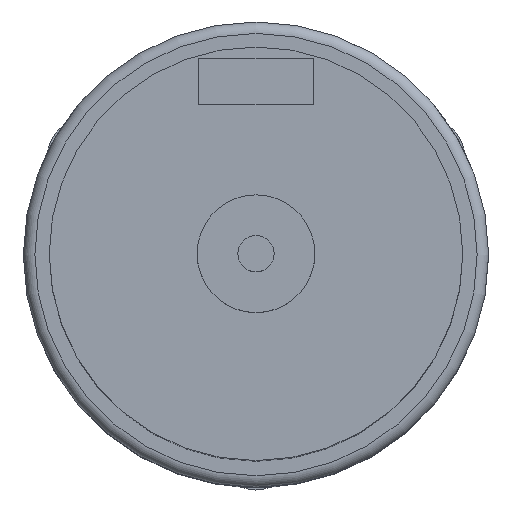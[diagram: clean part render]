
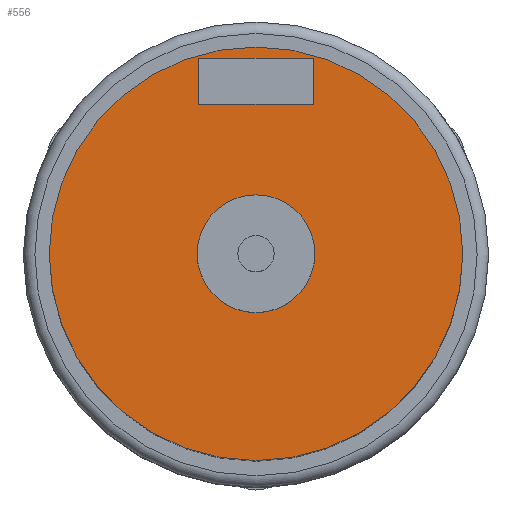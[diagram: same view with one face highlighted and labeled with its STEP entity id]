
A CAD part, top view. The second image highlights one B-rep face of the part: STEP entity #556.
In plain terms, the highlighted planar face has unit normal (0, 0, 1).
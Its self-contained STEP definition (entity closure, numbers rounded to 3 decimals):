
#217=FACE_BOUND('',#1060,.T.);
#218=FACE_BOUND('',#1061,.T.);
#219=FACE_BOUND('',#1062,.T.);
#395=PLANE('',#4059);
#556=ADVANCED_FACE('',(#217,#218,#219),#395,.T.);
#1060=EDGE_LOOP('',(#2082,#2083,#2084,#2085));
#1061=EDGE_LOOP('',(#2086));
#1062=EDGE_LOOP('',(#2087));
#1375=LINE('',#5914,#1610);
#1376=LINE('',#5917,#1611);
#1377=LINE('',#5919,#1612);
#1378=LINE('',#5921,#1613);
#1610=VECTOR('',#4743,1.);
#1611=VECTOR('',#4744,1.);
#1612=VECTOR('',#4745,1.);
#1613=VECTOR('',#4746,1.);
#2082=ORIENTED_EDGE('',*,*,#3278,.T.);
#2083=ORIENTED_EDGE('',*,*,#3279,.T.);
#2084=ORIENTED_EDGE('',*,*,#3280,.F.);
#2085=ORIENTED_EDGE('',*,*,#3281,.F.);
#2086=ORIENTED_EDGE('',*,*,#3282,.F.);
#2087=ORIENTED_EDGE('',*,*,#3283,.F.);
#2873=VERTEX_POINT('',#5915);
#2874=VERTEX_POINT('',#5916);
#2875=VERTEX_POINT('',#5918);
#2876=VERTEX_POINT('',#5920);
#2877=VERTEX_POINT('',#5923);
#2878=VERTEX_POINT('',#5925);
#3278=EDGE_CURVE('',#2873,#2874,#1375,.T.);
#3279=EDGE_CURVE('',#2874,#2875,#1376,.T.);
#3280=EDGE_CURVE('',#2876,#2875,#1377,.T.);
#3281=EDGE_CURVE('',#2873,#2876,#1378,.T.);
#3282=EDGE_CURVE('',#2877,#2877,#3764,.T.);
#3283=EDGE_CURVE('',#2878,#2878,#3765,.T.);
#3764=CIRCLE('',#4057,5.125);
#3765=CIRCLE('',#4058,18.);
#4057=AXIS2_PLACEMENT_3D('',#5922,#4747,#4748);
#4058=AXIS2_PLACEMENT_3D('',#5924,#4749,#4750);
#4059=AXIS2_PLACEMENT_3D('',#5926,#4751,#4752);
#4743=DIRECTION('',(0.,1.,0.));
#4744=DIRECTION('',(1.,0.,0.));
#4745=DIRECTION('',(0.,1.,0.));
#4746=DIRECTION('',(1.,0.,0.));
#4747=DIRECTION('',(0.,0.,1.));
#4748=DIRECTION('',(0.,-1.,0.));
#4749=DIRECTION('',(0.,0.,-1.));
#4750=DIRECTION('',(0.,1.,0.));
#4751=DIRECTION('',(0.,0.,1.));
#4752=DIRECTION('',(0.,-1.,0.));
#5914=CARTESIAN_POINT('',(14.5,32.5,46.7));
#5915=CARTESIAN_POINT('',(14.5,32.5,46.7));
#5916=CARTESIAN_POINT('',(14.5,36.5,46.7));
#5917=CARTESIAN_POINT('',(14.5,36.5,46.7));
#5918=CARTESIAN_POINT('',(24.5,36.5,46.7));
#5919=CARTESIAN_POINT('',(24.5,32.5,46.7));
#5920=CARTESIAN_POINT('',(24.5,32.5,46.7));
#5921=CARTESIAN_POINT('',(14.5,32.5,46.7));
#5922=CARTESIAN_POINT('',(19.5,19.5,46.7));
#5923=CARTESIAN_POINT('',(19.5,14.375,46.7));
#5924=CARTESIAN_POINT('',(19.5,19.5,46.7));
#5925=CARTESIAN_POINT('',(19.5,37.5,46.7));
#5926=CARTESIAN_POINT('',(19.5,19.5,46.7));
